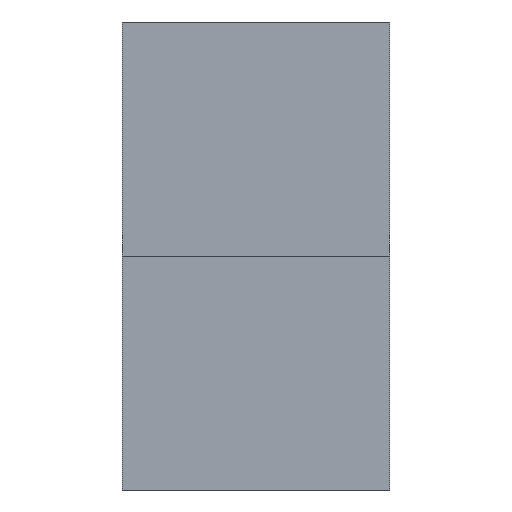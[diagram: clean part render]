
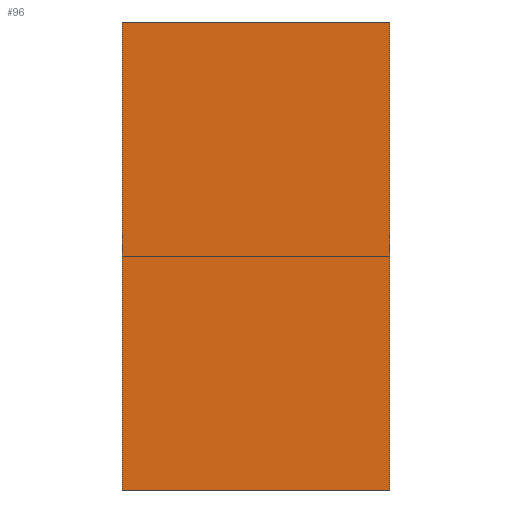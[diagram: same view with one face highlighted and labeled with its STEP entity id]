
A CAD part, left-side view. The second image highlights one B-rep face of the part: STEP entity #96.
In plain terms, the highlighted planar face has unit normal (-1, 0, 0).
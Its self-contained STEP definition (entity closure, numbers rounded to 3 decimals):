
#96=ADVANCED_FACE('',(#122),#123,.F.);
#122=FACE_OUTER_BOUND('',#150,.T.);
#123=PLANE('',#151);
#150=EDGE_LOOP('',(#219,#220,#221,#222));
#151=AXIS2_PLACEMENT_3D('',#223,#224,#225);
#219=ORIENTED_EDGE('',*,*,#268,.T.);
#220=ORIENTED_EDGE('',*,*,#264,.F.);
#221=ORIENTED_EDGE('',*,*,#266,.F.);
#222=ORIENTED_EDGE('',*,*,#260,.F.);
#223=CARTESIAN_POINT('',(-10.0,0.0,0.0));
#224=DIRECTION('',(1.0,0.0,0.0));
#225=DIRECTION('',(0.0,0.0,-1.0));
#260=EDGE_CURVE('',#299,#301,#302,.T.);
#264=EDGE_CURVE('',#307,#309,#310,.T.);
#266=EDGE_CURVE('',#301,#307,#312,.T.);
#268=EDGE_CURVE('',#299,#309,#314,.T.);
#299=VERTEX_POINT('',#356);
#301=VERTEX_POINT('',#359);
#302=LINE('',#360,#361);
#307=VERTEX_POINT('',#368);
#309=VERTEX_POINT('',#371);
#310=LINE('',#372,#373);
#312=LINE('',#376,#377);
#314=LINE('',#380,#381);
#356=CARTESIAN_POINT('',(-10.0,20.0,35.0));
#359=CARTESIAN_POINT('',(-10.0,-20.0,35.0));
#360=CARTESIAN_POINT('',(-10.0,0.0,35.0));
#361=VECTOR('',#408,1.0);
#368=CARTESIAN_POINT('',(-10.0,-20.0,-35.0));
#371=CARTESIAN_POINT('',(-10.0,20.0,-35.0));
#372=CARTESIAN_POINT('',(-10.0,0.0,-35.0));
#373=VECTOR('',#412,1.0);
#376=CARTESIAN_POINT('',(-10.0,-20.0,0.0));
#377=VECTOR('',#414,1.0);
#380=CARTESIAN_POINT('',(-10.0,20.0,0.0));
#381=VECTOR('',#416,1.0);
#408=DIRECTION('',(0.0,-1.0,0.0));
#412=DIRECTION('',(0.0,1.0,0.0));
#414=DIRECTION('',(0.0,0.0,-1.0));
#416=DIRECTION('',(0.0,0.0,-1.0));
